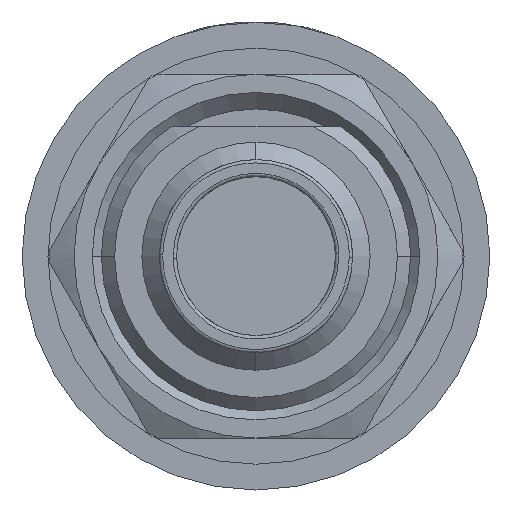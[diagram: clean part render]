
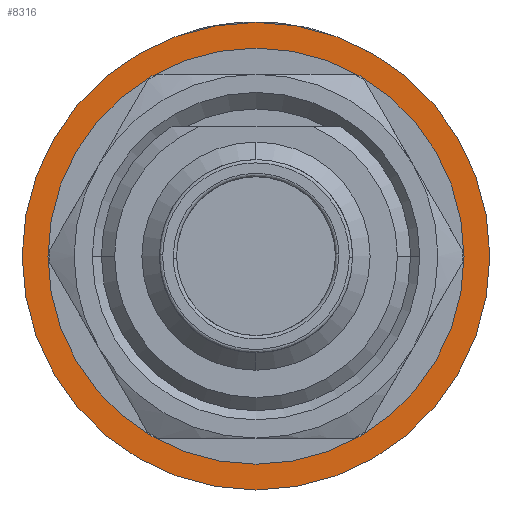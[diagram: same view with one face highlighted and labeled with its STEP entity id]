
A CAD part, left-side view. The second image highlights one B-rep face of the part: STEP entity #8316.
In plain terms, the highlighted planar face has unit normal (-1, 0, 0).
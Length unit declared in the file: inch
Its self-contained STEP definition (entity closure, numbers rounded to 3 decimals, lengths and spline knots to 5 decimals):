
#304 = CARTESIAN_POINT ( 'NONE',  ( 0.59882, 0., -0.27835 ) ) ;
#328 = FACE_BOUND ( 'NONE', #2923, .T. ) ;
#1047 = AXIS2_PLACEMENT_3D ( 'NONE', #4407, #5796, #5201 ) ;
#1834 = AXIS2_PLACEMENT_3D ( 'NONE', #5024, #8061, #2838 ) ;
#1923 = EDGE_LOOP ( 'NONE', ( #5133, #8062 ) ) ;
#1977 = AXIS2_PLACEMENT_3D ( 'NONE', #7608, #6879, #5326 ) ;
#2308 = VERTEX_POINT ( 'NONE', #6910 ) ;
#2504 = ORIENTED_EDGE ( 'NONE', *, *, #6003, .T. ) ;
#2838 = DIRECTION ( 'NONE',  ( 0., 0., 1. ) ) ;
#2923 = EDGE_LOOP ( 'NONE', ( #2504, #7422 ) ) ;
#2935 = DIRECTION ( 'NONE',  ( 0., 0., 1. ) ) ;
#3326 = CARTESIAN_POINT ( 'NONE',  ( 0.59882, 0., -0.22736 ) ) ;
#4037 = FACE_OUTER_BOUND ( 'NONE', #1923, .T. ) ;
#4190 = CIRCLE ( 'NONE', #1977, 0.27835 ) ;
#4407 = CARTESIAN_POINT ( 'NONE',  ( 0.59882, 0., 0. ) ) ;
#4817 = EDGE_CURVE ( 'NONE', #4943, #8971, #4190, .T. ) ;
#4943 = VERTEX_POINT ( 'NONE', #304 ) ;
#5024 = CARTESIAN_POINT ( 'NONE',  ( 0.59882, 0., 0. ) ) ;
#5133 = ORIENTED_EDGE ( 'NONE', *, *, #7995, .T. ) ;
#5190 = CIRCLE ( 'NONE', #1834, 0.22736 ) ;
#5201 = DIRECTION ( 'NONE',  ( 0., 0., 1. ) ) ;
#5326 = DIRECTION ( 'NONE',  ( 0., 0., 1. ) ) ;
#5796 = DIRECTION ( 'NONE',  ( 1., 0., 0. ) ) ;
#6003 = EDGE_CURVE ( 'NONE', #2308, #7141, #8351, .T. ) ;
#6193 = PLANE ( 'NONE',  #8425 ) ;
#6281 = EDGE_CURVE ( 'NONE', #7141, #2308, #5190, .T. ) ;
#6288 = CARTESIAN_POINT ( 'NONE',  ( 0.59882, 0., 0. ) ) ;
#6494 = CARTESIAN_POINT ( 'NONE',  ( 0.59882, 0., 0.27835 ) ) ;
#6879 = DIRECTION ( 'NONE',  ( -1., 0., 0. ) ) ;
#6910 = CARTESIAN_POINT ( 'NONE',  ( 0.59882, 0., 0.22736 ) ) ;
#7012 = CIRCLE ( 'NONE', #7327, 0.27835 ) ;
#7141 = VERTEX_POINT ( 'NONE', #3326 ) ;
#7327 = AXIS2_PLACEMENT_3D ( 'NONE', #9614, #7366, #2935 ) ;
#7366 = DIRECTION ( 'NONE',  ( -1., 0., 0. ) ) ;
#7422 = ORIENTED_EDGE ( 'NONE', *, *, #6281, .T. ) ;
#7608 = CARTESIAN_POINT ( 'NONE',  ( 0.59882, 0., 0. ) ) ;
#7995 = EDGE_CURVE ( 'NONE', #8971, #4943, #7012, .T. ) ;
#8061 = DIRECTION ( 'NONE',  ( 1., 0., 0. ) ) ;
#8062 = ORIENTED_EDGE ( 'NONE', *, *, #4817, .T. ) ;
#8316 = ADVANCED_FACE ( 'NONE', ( #328, #4037 ), #6193, .T. ) ;
#8351 = CIRCLE ( 'NONE', #1047, 0.22736 ) ;
#8425 = AXIS2_PLACEMENT_3D ( 'NONE', #6288, #9201, #9292 ) ;
#8971 = VERTEX_POINT ( 'NONE', #6494 ) ;
#9201 = DIRECTION ( 'NONE',  ( -1., 0., 0. ) ) ;
#9292 = DIRECTION ( 'NONE',  ( 0., 0., 1. ) ) ;
#9614 = CARTESIAN_POINT ( 'NONE',  ( 0.59882, 0., 0. ) ) ;
